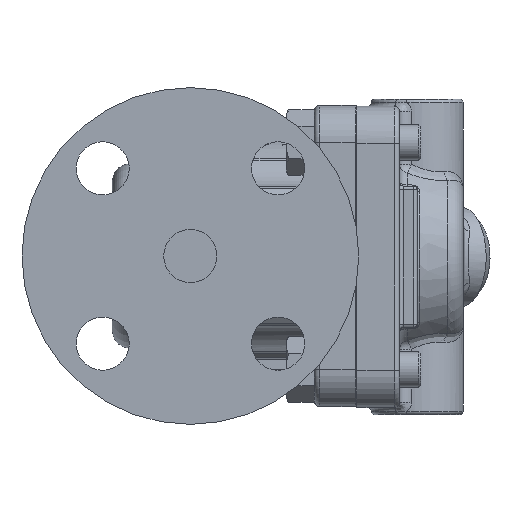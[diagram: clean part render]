
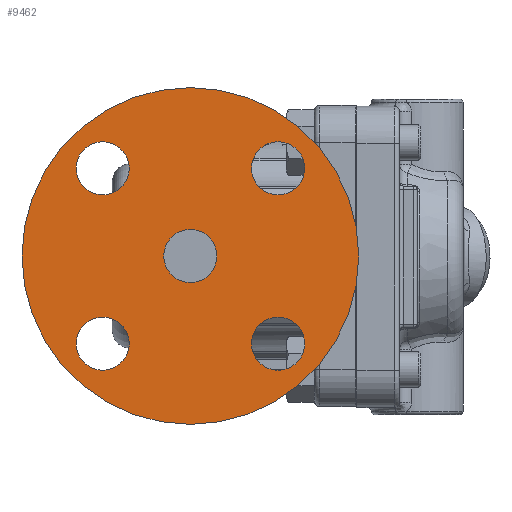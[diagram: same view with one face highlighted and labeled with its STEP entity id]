
A CAD part, left-side view. The second image highlights one B-rep face of the part: STEP entity #9462.
In plain terms, the highlighted planar face has unit normal (-1, 0, 0).
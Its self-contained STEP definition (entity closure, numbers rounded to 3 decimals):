
#679=FACE_BOUND('',#2699,.T.);
#680=FACE_BOUND('',#2700,.T.);
#681=FACE_BOUND('',#2701,.T.);
#682=FACE_BOUND('',#2702,.T.);
#683=FACE_BOUND('',#2703,.T.);
#2072=FACE_OUTER_BOUND('',#2698,.T.);
#2698=EDGE_LOOP('',(#6344));
#2699=EDGE_LOOP('',(#6345));
#2700=EDGE_LOOP('',(#6346));
#2701=EDGE_LOOP('',(#6347));
#2702=EDGE_LOOP('',(#6348));
#2703=EDGE_LOOP('',(#6349));
#3333=CIRCLE('',#10122,7.5);
#3335=CIRCLE('',#10126,7.5);
#3337=CIRCLE('',#10129,7.5);
#3339=CIRCLE('',#10132,7.5);
#3341=CIRCLE('',#10135,7.5);
#3347=CIRCLE('',#10144,47.5);
#3817=VERTEX_POINT('',#13861);
#3819=VERTEX_POINT('',#13868);
#3821=VERTEX_POINT('',#13874);
#3823=VERTEX_POINT('',#13880);
#3825=VERTEX_POINT('',#13886);
#3831=VERTEX_POINT('',#13903);
#4751=EDGE_CURVE('',#3817,#3817,#3333,.T.);
#4754=EDGE_CURVE('',#3819,#3819,#3335,.T.);
#4757=EDGE_CURVE('',#3821,#3821,#3337,.T.);
#4760=EDGE_CURVE('',#3823,#3823,#3339,.T.);
#4763=EDGE_CURVE('',#3825,#3825,#3341,.T.);
#4772=EDGE_CURVE('',#3831,#3831,#3347,.T.);
#6344=ORIENTED_EDGE('',*,*,#4772,.F.);
#6345=ORIENTED_EDGE('',*,*,#4751,.T.);
#6346=ORIENTED_EDGE('',*,*,#4754,.T.);
#6347=ORIENTED_EDGE('',*,*,#4757,.T.);
#6348=ORIENTED_EDGE('',*,*,#4760,.T.);
#6349=ORIENTED_EDGE('',*,*,#4763,.T.);
#9222=PLANE('',#10155);
#9462=ADVANCED_FACE('',(#2072,#679,#680,#681,#682,#683),#9222,.F.);
#10122=AXIS2_PLACEMENT_3D('',#13862,#11236,#11237);
#10126=AXIS2_PLACEMENT_3D('',#13869,#11245,#11246);
#10129=AXIS2_PLACEMENT_3D('',#13875,#11252,#11253);
#10132=AXIS2_PLACEMENT_3D('',#13881,#11259,#11260);
#10135=AXIS2_PLACEMENT_3D('',#13887,#11266,#11267);
#10144=AXIS2_PLACEMENT_3D('',#13905,#11287,#11288);
#10155=AXIS2_PLACEMENT_3D('',#13922,#11310,#11311);
#11236=DIRECTION('center_axis',(1.,0.,0.));
#11237=DIRECTION('ref_axis',(0.,0.,1.));
#11245=DIRECTION('center_axis',(1.,0.,0.));
#11246=DIRECTION('ref_axis',(0.,1.,0.));
#11252=DIRECTION('center_axis',(1.,0.,0.));
#11253=DIRECTION('ref_axis',(0.,0.,-1.));
#11259=DIRECTION('center_axis',(1.,0.,0.));
#11260=DIRECTION('ref_axis',(0.,-1.,0.));
#11266=DIRECTION('center_axis',(1.,0.,0.));
#11267=DIRECTION('ref_axis',(0.,0.,1.));
#11287=DIRECTION('center_axis',(1.,0.,0.));
#11288=DIRECTION('ref_axis',(0.,0.,-1.));
#11310=DIRECTION('center_axis',(1.,0.,0.));
#11311=DIRECTION('ref_axis',(0.,0.,-1.));
#13861=CARTESIAN_POINT('',(-93.521,12.405,-7.5));
#13862=CARTESIAN_POINT('Origin',(-93.521,12.405,0.));
#13868=CARTESIAN_POINT('',(-93.521,-19.844,-24.749));
#13869=CARTESIAN_POINT('Origin',(-93.521,-12.344,-24.749));
#13874=CARTESIAN_POINT('',(-93.521,-12.344,32.249));
#13875=CARTESIAN_POINT('Origin',(-93.521,-12.344,24.749));
#13880=CARTESIAN_POINT('',(-93.521,44.653,24.749));
#13881=CARTESIAN_POINT('Origin',(-93.521,37.153,24.749));
#13886=CARTESIAN_POINT('',(-93.521,37.153,-32.249));
#13887=CARTESIAN_POINT('Origin',(-93.521,37.153,-24.749));
#13903=CARTESIAN_POINT('',(-93.521,12.405,47.5));
#13905=CARTESIAN_POINT('Origin',(-93.521,12.405,0.));
#13922=CARTESIAN_POINT('Origin',(-93.521,12.405,0.));
